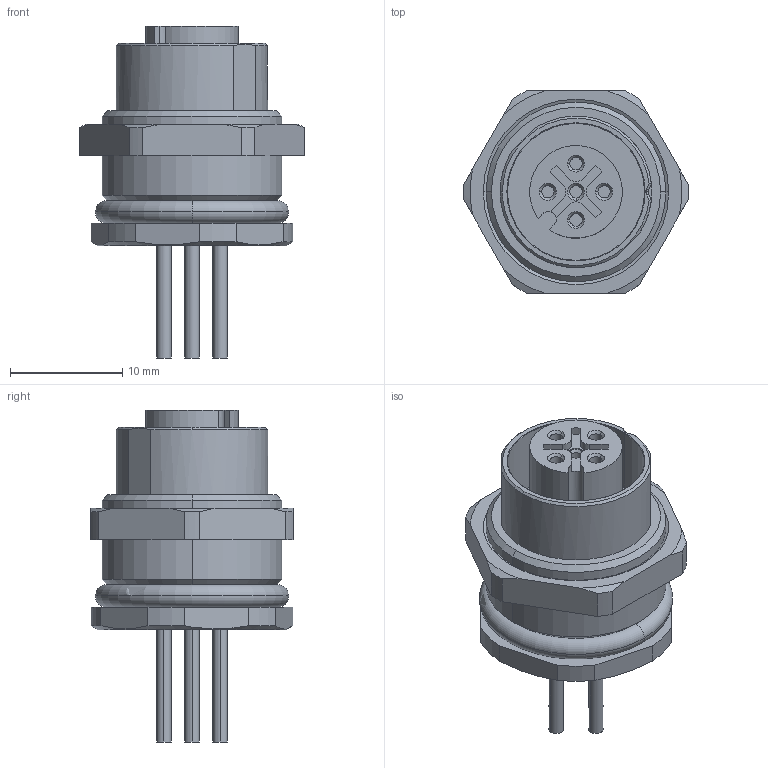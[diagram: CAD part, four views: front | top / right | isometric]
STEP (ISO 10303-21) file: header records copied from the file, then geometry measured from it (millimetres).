
FILE_DESCRIPTION((''),'2;1');
FILE_NAME('DM_CAD-2052_SW0001','2014-12-04T',('Creinig-se'),(''),'PRO/ENGINEER BY PARAMETRIC TECHNOLOGY CORPORATION, 2013050','PRO/ENGINEER BY PARAMETRIC TECHNOLOGY CORPORATION, 2013050','');
FILE_SCHEMA(('CONFIG_CONTROL_DESIGN'));
Length unit declared in the file: millimetre
Products named in the file (1): DM_CAD-2052_SW0001
Bounding box: 20.02 x 18 x 29.55 mm (x, y, z)
Volume: 3289.7 mm3; surface area: 2454.5 mm2
Topology: 1 solids, 1 shells, 155 faces, 385 edges, 249 vertices
Faces by surface type: cylinder 60, plane 56, cone 34, torus 5
Entity records: 6185 total; most frequent: CARTESIAN_POINT 967, DIRECTION 837, ORIENTED_EDGE 770, EDGE_CURVE 385, AXIS2_PLACEMENT_3D 332, VERTEX_POINT 249, FILL_AREA_STYLE_COLOUR 208, FILL_AREA_STYLE 208
